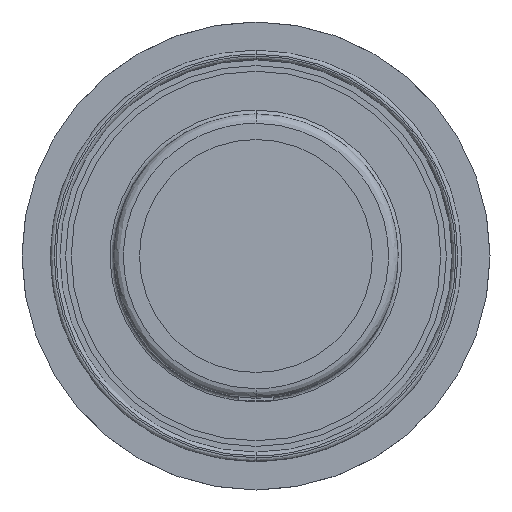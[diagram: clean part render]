
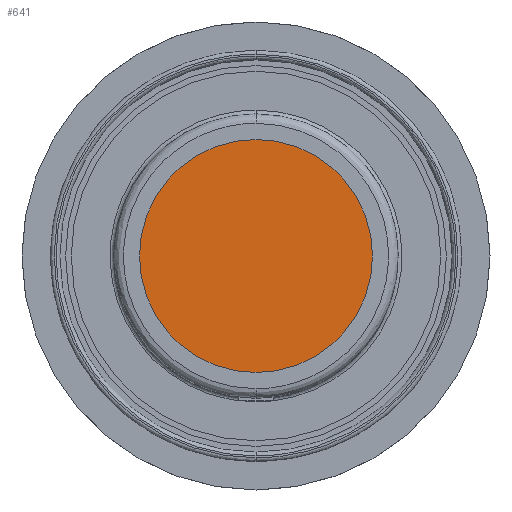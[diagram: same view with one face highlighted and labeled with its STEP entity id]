
A CAD part, front view. The second image highlights one B-rep face of the part: STEP entity #641.
In plain terms, the highlighted planar face has unit normal (0, -1, 0).
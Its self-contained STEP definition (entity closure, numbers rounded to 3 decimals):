
#1 = CARTESIAN_POINT ( 'NONE',  ( 0., 7., 0. ) ) ;
#20 = FACE_OUTER_BOUND ( 'NONE', #1048, .T. ) ;
#75 = PLANE ( 'NONE',  #1666 ) ;
#215 = DIRECTION ( 'NONE',  ( 0., -1., 0. ) ) ;
#268 = DIRECTION ( 'NONE',  ( 0., 0., -1. ) ) ;
#324 = CARTESIAN_POINT ( 'NONE',  ( 0., 7., 6.15 ) ) ;
#348 = DIRECTION ( 'NONE',  ( 0., -1., 0. ) ) ;
#367 = CARTESIAN_POINT ( 'NONE',  ( 0., 7., -6.15 ) ) ;
#590 = DIRECTION ( 'NONE',  ( 0., 0., -1. ) ) ;
#620 = VERTEX_POINT ( 'NONE', #367 ) ;
#641 = ADVANCED_FACE ( 'NONE', ( #20 ), #75, .T. ) ;
#692 = CIRCLE ( 'NONE', #988, 6.15 ) ;
#744 = DIRECTION ( 'NONE',  ( 0., 0., -1. ) ) ;
#788 = VERTEX_POINT ( 'NONE', #324 ) ;
#988 = AXIS2_PLACEMENT_3D ( 'NONE', #1139, #348, #590 ) ;
#1048 = EDGE_LOOP ( 'NONE', ( #1330, #1707 ) ) ;
#1066 = CIRCLE ( 'NONE', #1322, 6.15 ) ;
#1131 = EDGE_CURVE ( 'NONE', #788, #620, #692, .T. ) ;
#1139 = CARTESIAN_POINT ( 'NONE',  ( 0., 7., 0. ) ) ;
#1322 = AXIS2_PLACEMENT_3D ( 'NONE', #1, #1335, #268 ) ;
#1330 = ORIENTED_EDGE ( 'NONE', *, *, #1618, .T. ) ;
#1335 = DIRECTION ( 'NONE',  ( 0., -1., 0. ) ) ;
#1522 = CARTESIAN_POINT ( 'NONE',  ( 6.15, 7., 0. ) ) ;
#1618 = EDGE_CURVE ( 'NONE', #620, #788, #1066, .T. ) ;
#1666 = AXIS2_PLACEMENT_3D ( 'NONE', #1522, #215, #744 ) ;
#1707 = ORIENTED_EDGE ( 'NONE', *, *, #1131, .T. ) ;
